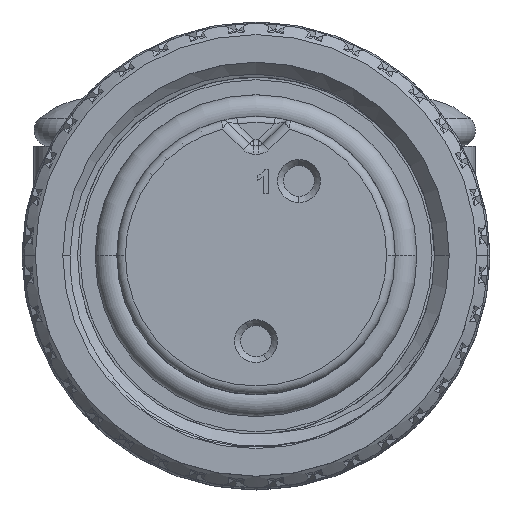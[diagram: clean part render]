
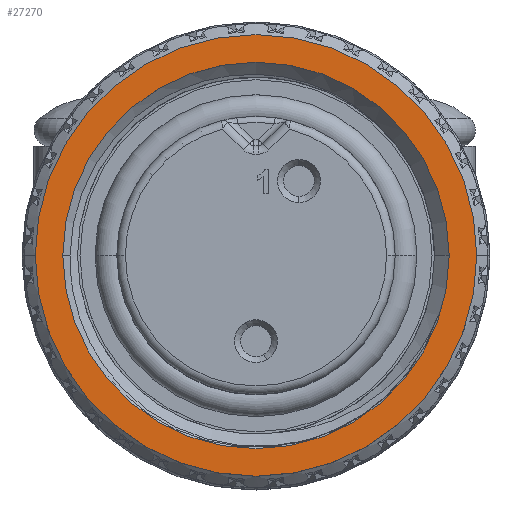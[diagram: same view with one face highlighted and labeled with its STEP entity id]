
A CAD part, top view. The second image highlights one B-rep face of the part: STEP entity #27270.
In plain terms, the highlighted planar face has unit normal (0, 0, 1).
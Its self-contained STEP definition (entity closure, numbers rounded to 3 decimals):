
#2006 = AXIS2_PLACEMENT_3D ( 'NONE', #37989, #68904, #100817 ) ;
#4539 = FACE_BOUND ( 'NONE', #11164, .T. ) ;
#4993 = CARTESIAN_POINT ( 'NONE',  ( 9.144, 0., -2.54 ) ) ;
#11164 = EDGE_LOOP ( 'NONE', ( #42725, #36944 ) ) ;
#11367 = CARTESIAN_POINT ( 'NONE',  ( 0., -8.001, -2.54 ) ) ;
#17102 = EDGE_CURVE ( 'NONE', #58230, #60585, #51758, .T. ) ;
#18119 = CIRCLE ( 'NONE', #64990, 8.001 ) ;
#19357 = DIRECTION ( 'NONE',  ( -1., 0., 0. ) ) ;
#19863 = CARTESIAN_POINT ( 'NONE',  ( -8.001, 0., -2.54 ) ) ;
#21178 = DIRECTION ( 'NONE',  ( -1., 0., 0. ) ) ;
#25945 = AXIS2_PLACEMENT_3D ( 'NONE', #11367, #58532, #91497 ) ;
#26606 = FACE_OUTER_BOUND ( 'NONE', #91523, .T. ) ;
#27270 = ADVANCED_FACE ( 'NONE', ( #26606, #4539 ), #43858, .T. ) ;
#29301 = DIRECTION ( 'NONE',  ( 0., 0., 1. ) ) ;
#33451 = AXIS2_PLACEMENT_3D ( 'NONE', #101977, #53795, #47003 ) ;
#35460 = ORIENTED_EDGE ( 'NONE', *, *, #94244, .T. ) ;
#36944 = ORIENTED_EDGE ( 'NONE', *, *, #70026, .F. ) ;
#37989 = CARTESIAN_POINT ( 'NONE',  ( 0., 0., -2.54 ) ) ;
#41872 = CARTESIAN_POINT ( 'NONE',  ( -9.144, 0., -2.54 ) ) ;
#42725 = ORIENTED_EDGE ( 'NONE', *, *, #62276, .F. ) ;
#43858 = PLANE ( 'NONE',  #25945 ) ;
#47003 = DIRECTION ( 'NONE',  ( -1., 0., 0. ) ) ;
#50113 = CIRCLE ( 'NONE', #33451, 8.001 ) ;
#51758 = CIRCLE ( 'NONE', #70188, 9.144 ) ;
#52179 = CIRCLE ( 'NONE', #2006, 9.144 ) ;
#53795 = DIRECTION ( 'NONE',  ( 0., 0., 1. ) ) ;
#58230 = VERTEX_POINT ( 'NONE', #41872 ) ;
#58532 = DIRECTION ( 'NONE',  ( 0., 0., 1. ) ) ;
#60585 = VERTEX_POINT ( 'NONE', #4993 ) ;
#62276 = EDGE_CURVE ( 'NONE', #89734, #78072, #18119, .T. ) ;
#64990 = AXIS2_PLACEMENT_3D ( 'NONE', #92912, #86086, #21178 ) ;
#67571 = CARTESIAN_POINT ( 'NONE',  ( 0., 0., -2.54 ) ) ;
#68904 = DIRECTION ( 'NONE',  ( 0., 0., 1. ) ) ;
#70026 = EDGE_CURVE ( 'NONE', #78072, #89734, #50113, .T. ) ;
#70049 = ORIENTED_EDGE ( 'NONE', *, *, #17102, .T. ) ;
#70188 = AXIS2_PLACEMENT_3D ( 'NONE', #67571, #29301, #19357 ) ;
#75061 = CARTESIAN_POINT ( 'NONE',  ( 8.001, 0., -2.54 ) ) ;
#78072 = VERTEX_POINT ( 'NONE', #75061 ) ;
#86086 = DIRECTION ( 'NONE',  ( 0., 0., 1. ) ) ;
#89734 = VERTEX_POINT ( 'NONE', #19863 ) ;
#91497 = DIRECTION ( 'NONE',  ( -1., 0., 0. ) ) ;
#91523 = EDGE_LOOP ( 'NONE', ( #70049, #35460 ) ) ;
#92912 = CARTESIAN_POINT ( 'NONE',  ( 0., 0., -2.54 ) ) ;
#94244 = EDGE_CURVE ( 'NONE', #60585, #58230, #52179, .T. ) ;
#100817 = DIRECTION ( 'NONE',  ( -1., 0., 0. ) ) ;
#101977 = CARTESIAN_POINT ( 'NONE',  ( 0., 0., -2.54 ) ) ;
